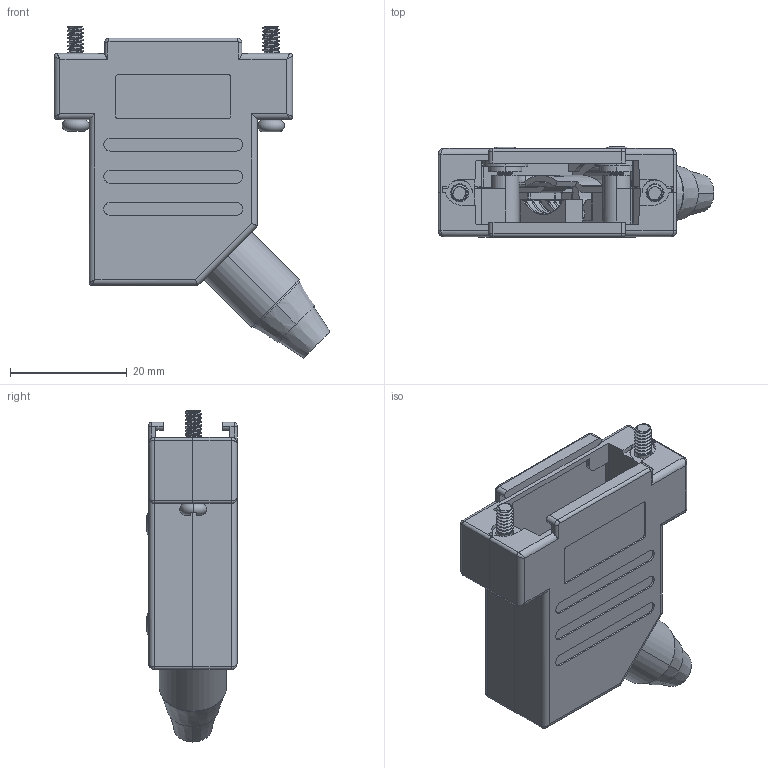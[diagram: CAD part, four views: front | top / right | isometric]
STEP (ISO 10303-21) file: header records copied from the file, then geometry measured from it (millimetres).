
FILE_DESCRIPTION (( 'STEP AP214' ), '1' );
FILE_NAME ('6560-0218-32.STEP', '2022-03-30T11:14:29', ( '' ), ( '' ), 'SwSTEP 2.0', 'SolidWorks 2021', '' );
FILE_SCHEMA (( 'AUTOMOTIVE_DESIGN' ));
Length unit declared in the file: millimetre
Products named in the file (8): 6830-0108-04; 6838-0111-32; 6855-0119-01; 6805-0208-12; 6826-0145-01; 6805-0208-02; 6560-0218-32; 6844-0104-01
Assembly tree (11 placements, depth 2):
  6560-0218-32
    6805-0208-12
    6805-0208-02
    6826-0145-01  x2
    6830-0108-04
    6838-0111-32
    6844-0104-01
    6855-0119-01  x4
Bounding box: 47.2 x 15.4 x 56.8 mm (x, y, z)
Volume: 9129 mm3; surface area: 13208.3 mm2
Topology: 15 solids, 15 shells, 970 faces, 2637 edges, 1717 vertices
Faces by surface type: cylinder 500, plane 382, bspline 44, torus 24, cone 20
Entity records: 26570 total; most frequent: CARTESIAN_POINT 9949, ORIENTED_EDGE 3522, DIRECTION 3306, EDGE_CURVE 1761, VERTEX_POINT 1147, AXIS2_PLACEMENT_3D 1131, LINE 1044, VECTOR 1044
